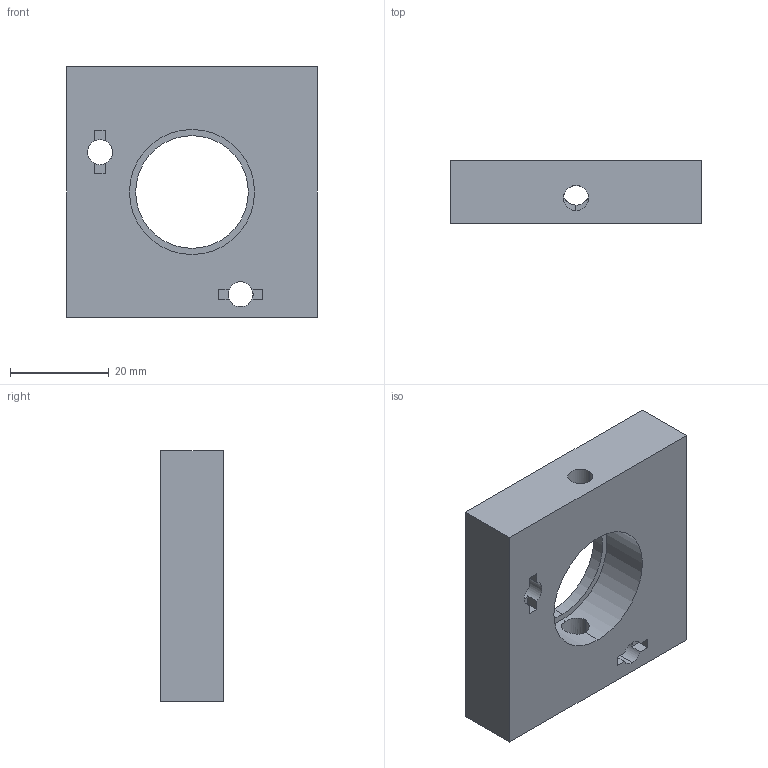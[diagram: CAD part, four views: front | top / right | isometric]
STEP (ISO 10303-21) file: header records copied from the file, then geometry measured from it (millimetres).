
FILE_DESCRIPTION(('STEP AP214'),'1');
FILE_NAME('opticalmount.stp','2014-03-26T18:39:32',('Simon Woodruff'),('Woodruff Scientific Inc'),'Spatial InterOp 3D',' ',' ');
FILE_SCHEMA(('automotive_design'));
Length unit declared in the file: inch
Products named in the file (1): ACIS Solid_9060
Bounding box: 50.8 x 12.7 x 50.8 mm (x, y, z)
Volume: 25259.3 mm3; surface area: 8733.1 mm2
Topology: 1 solids, 1 shells, 41 faces, 114 edges, 76 vertices
Faces by surface type: plane 25, cylinder 14, bspline 2
Entity records: 1778 total; most frequent: CARTESIAN_POINT 338, ORIENTED_EDGE 228, DIRECTION 222, EDGE_CURVE 114, AXIS2_PLACEMENT_3D 76, VERTEX_POINT 76, LINE 70, VECTOR 70
